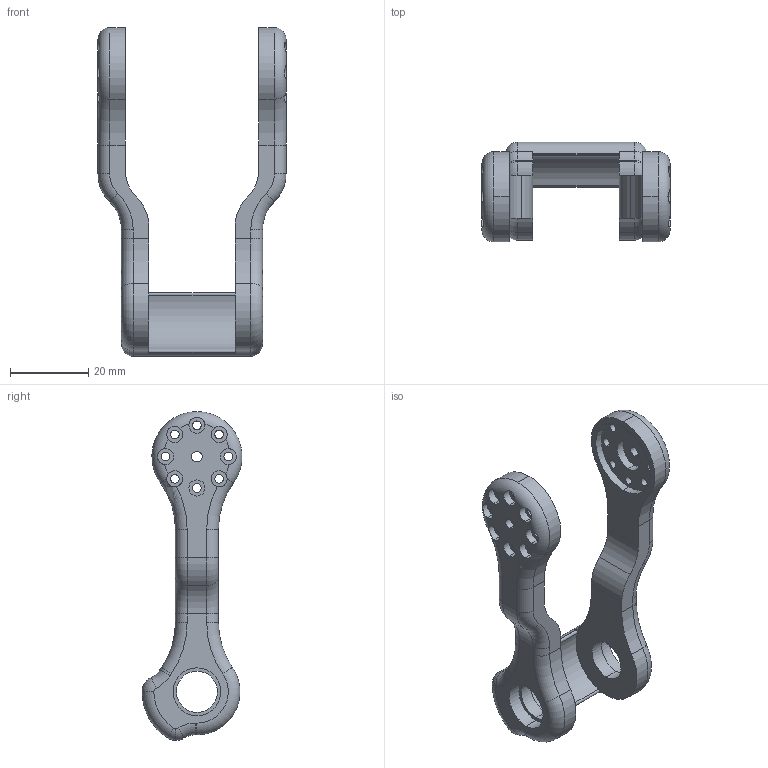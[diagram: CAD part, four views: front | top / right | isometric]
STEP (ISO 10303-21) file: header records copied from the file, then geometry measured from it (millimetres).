
FILE_DESCRIPTION (( 'STEP AP203' ), '1' );
FILE_NAME ('Leg_part_04_Default_sldprt.STEP', '2020-01-17T17:39:54', ( '' ), ( '' ), 'SwSTEP 2.0', 'SolidWorks 2019', '' );
FILE_SCHEMA (( 'CONFIG_CONTROL_DESIGN' ));
Length unit declared in the file: millimetre
Products named in the file (1): Leg_part_04_Default_sldprt
Bounding box: 48 x 25.49 x 83.92 mm (x, y, z)
Volume: 15320.8 mm3; surface area: 9588.2 mm2
Topology: 1 solids, 1 shells, 201 faces, 531 edges, 340 vertices
Faces by surface type: cylinder 131, torus 36, plane 34
Entity records: 6848 total; most frequent: CARTESIAN_POINT 1445, DIRECTION 1253, ORIENTED_EDGE 1062, AXIS2_PLACEMENT_3D 548, EDGE_CURVE 531, CIRCLE 346, VERTEX_POINT 340, EDGE_LOOP 249
